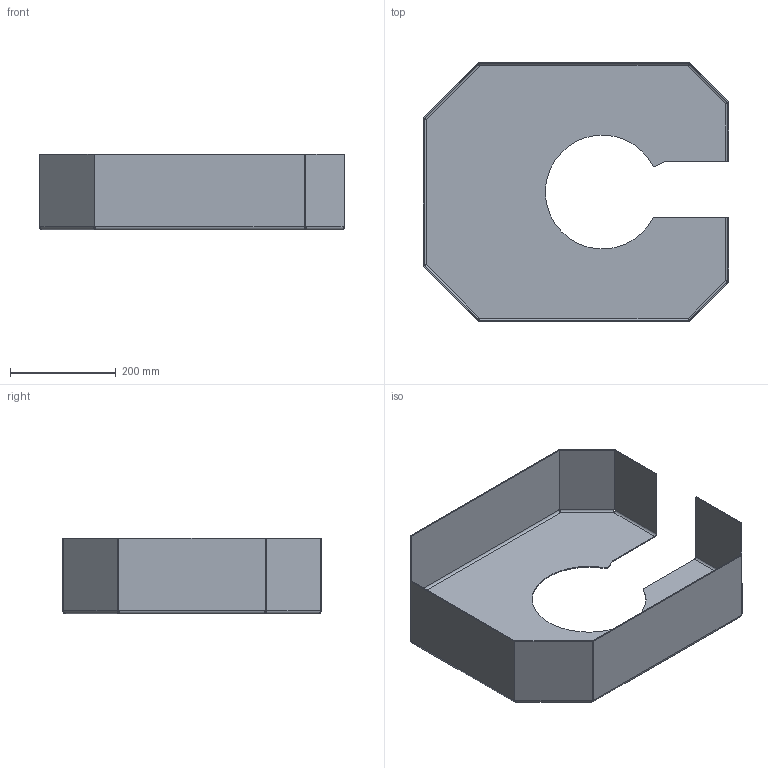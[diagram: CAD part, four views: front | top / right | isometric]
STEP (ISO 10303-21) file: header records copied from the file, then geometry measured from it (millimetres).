
FILE_DESCRIPTION (( 'STEP AP203' ), '1' );
FILE_NAME ('Blechteil_LucyToffi.STEP', '2021-02-09T10:12:18', ( '' ), ( '' ), 'SwSTEP 2.0', 'SolidWorks 2017', '' );
FILE_SCHEMA (( 'CONFIG_CONTROL_DESIGN' ));
Length unit declared in the file: millimetre
Products named in the file (1): Blechteil_LucyToffi
Bounding box: 580 x 490 x 144 mm (x, y, z)
Volume: 915641 mm3; surface area: 949492.9 mm2
Topology: 1 solids, 1 shells, 128 faces, 306 edges, 180 vertices
Faces by surface type: plane 109, cylinder 19
Entity records: 3649 total; most frequent: CARTESIAN_POINT 615, ORIENTED_EDGE 612, DIRECTION 602, EDGE_CURVE 306, LINE 268, VECTOR 268, VERTEX_POINT 180, AXIS2_PLACEMENT_3D 167
